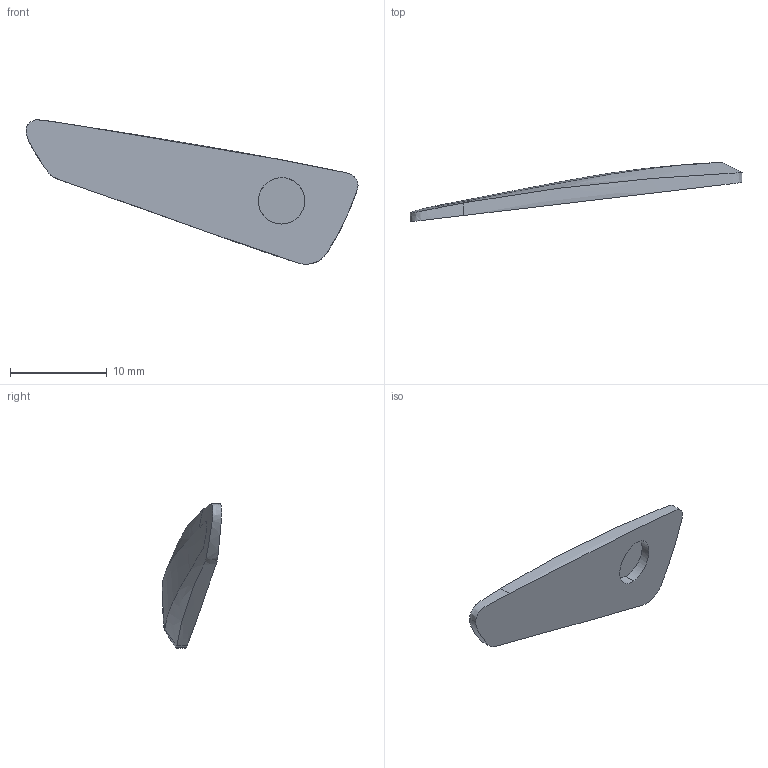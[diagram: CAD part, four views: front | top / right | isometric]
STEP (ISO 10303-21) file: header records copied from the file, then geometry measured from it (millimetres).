
FILE_DESCRIPTION((''),'2;1');
FILE_NAME('ZUOSHIPIAN','2025-05-28T11:42:09',('lishuaijun5'),(''),'CREO PARAMETRIC BY PTC INC, 2020044','CREO PARAMETRIC BY PTC INC, 2020044','');
FILE_SCHEMA(('AUTOMOTIVE_DESIGN { 1 0 10303 214 1 1 1 1 }'));
Length unit declared in the file: millimetre
Products named in the file (1): ZUOSHIPIAN
Bounding box: 34.31 x 6.12 x 14.92 mm (x, y, z)
Volume: 486.5 mm3; surface area: 668.7 mm2
Topology: 1 solids, 1 shells, 13 faces, 27 edges, 17 vertices
Faces by surface type: extrusion 5, bspline 4, plane 2, cylinder 2
Entity records: 2402 total; most frequent: CARTESIAN_POINT 2100, ORIENTED_EDGE 54, EDGE_CURVE 27, DIRECTION 24, B_SPLINE_CURVE_WITH_KNOTS 23, COLOUR_RGB 21, VERTEX_POINT 17, EDGE_LOOP 14
